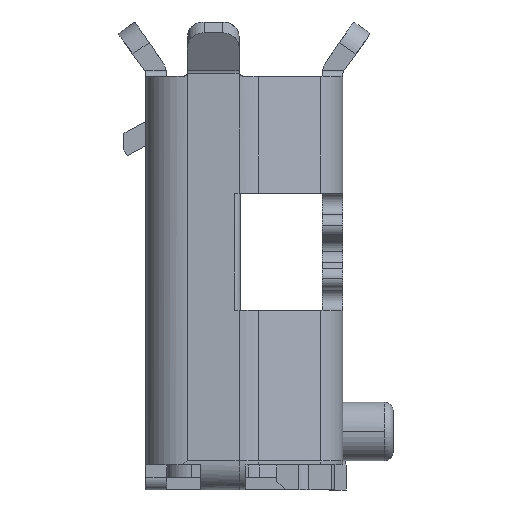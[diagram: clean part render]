
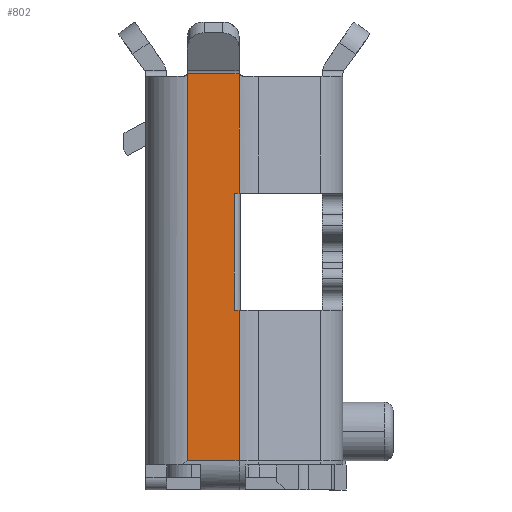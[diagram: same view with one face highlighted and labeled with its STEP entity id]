
A CAD part, left-side view. The second image highlights one B-rep face of the part: STEP entity #802.
In plain terms, the highlighted planar face has unit normal (-1, 0, 0).
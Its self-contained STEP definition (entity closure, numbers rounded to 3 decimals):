
#802=ADVANCED_FACE('',(#1835),#1836,.T.);
#1835=FACE_OUTER_BOUND('',#3137,.T.);
#1836=PLANE('',#3138);
#3137=EDGE_LOOP('',(#5636,#5637,#5638,#5639,#5640,#5641,#5642,#5643));
#3138=AXIS2_PLACEMENT_3D('',#5644,#5645,#5646);
#5636=ORIENTED_EDGE('',*,*,#8829,.T.);
#5637=ORIENTED_EDGE('',*,*,#8830,.T.);
#5638=ORIENTED_EDGE('',*,*,#8831,.F.);
#5639=ORIENTED_EDGE('',*,*,#8832,.T.);
#5640=ORIENTED_EDGE('',*,*,#8833,.T.);
#5641=ORIENTED_EDGE('',*,*,#8834,.F.);
#5642=ORIENTED_EDGE('',*,*,#8835,.F.);
#5643=ORIENTED_EDGE('',*,*,#8827,.F.);
#5644=CARTESIAN_POINT('',(-3.7,1.155,-0.225));
#5645=DIRECTION('',(-1.0,0.0,0.0));
#5646=DIRECTION('',(0.0,0.0,1.0));
#8827=EDGE_CURVE('',#11008,#10906,#11015,.T.);
#8829=EDGE_CURVE('',#11008,#11017,#11018,.T.);
#8830=EDGE_CURVE('',#11017,#11019,#11020,.T.);
#8831=EDGE_CURVE('',#11021,#11019,#11022,.T.);
#8832=EDGE_CURVE('',#11021,#11023,#11024,.T.);
#8833=EDGE_CURVE('',#11023,#11025,#11026,.T.);
#8834=EDGE_CURVE('',#11027,#11025,#11028,.T.);
#8835=EDGE_CURVE('',#10906,#11027,#11029,.T.);
#10906=VERTEX_POINT('',#13922);
#11008=VERTEX_POINT('',#14094);
#11015=LINE('',#14103,#14104);
#11017=VERTEX_POINT('',#14106);
#11018=LINE('',#14107,#14108);
#11019=VERTEX_POINT('',#14109);
#11020=LINE('',#14110,#14111);
#11021=VERTEX_POINT('',#14112);
#11022=LINE('',#14113,#14114);
#11023=VERTEX_POINT('',#14115);
#11024=LINE('',#14116,#14117);
#11025=VERTEX_POINT('',#14118);
#11026=LINE('',#14119,#14120);
#11027=VERTEX_POINT('',#14121);
#11028=LINE('',#14122,#14123);
#11029=LINE('',#14124,#14125);
#13922=CARTESIAN_POINT('',(-3.7,0.038,4.756));
#14094=CARTESIAN_POINT('',(-3.7,0.655,4.756));
#14103=CARTESIAN_POINT('',(-3.7,0.655,4.756));
#14104=VECTOR('',#16500,0.617);
#14106=CARTESIAN_POINT('',(-3.7,0.655,0.125));
#14107=CARTESIAN_POINT('',(-3.7,0.655,4.756));
#14108=VECTOR('',#16501,4.631);
#14109=CARTESIAN_POINT('',(-3.7,0.038,0.125));
#14110=CARTESIAN_POINT('',(-3.7,0.655,0.125));
#14111=VECTOR('',#16502,0.617);
#14112=CARTESIAN_POINT('',(-3.7,0.038,1.925));
#14113=CARTESIAN_POINT('',(-3.7,0.038,1.925));
#14114=VECTOR('',#16503,1.8);
#14115=CARTESIAN_POINT('',(-3.7,0.095,1.925));
#14116=CARTESIAN_POINT('',(-3.7,0.038,1.925));
#14117=VECTOR('',#16504,0.057);
#14118=CARTESIAN_POINT('',(-3.7,0.095,3.325));
#14119=CARTESIAN_POINT('',(-3.7,0.095,1.925));
#14120=VECTOR('',#16505,1.4);
#14121=CARTESIAN_POINT('',(-3.7,0.038,3.325));
#14122=CARTESIAN_POINT('',(-3.7,0.038,3.325));
#14123=VECTOR('',#16506,0.057);
#14124=CARTESIAN_POINT('',(-3.7,0.038,4.756));
#14125=VECTOR('',#16507,1.431);
#16500=DIRECTION('',(0.0,-1.0,0.0));
#16501=DIRECTION('',(0.0,0.0,-1.0));
#16502=DIRECTION('',(0.0,-1.0,0.0));
#16503=DIRECTION('',(0.0,0.,-1.0));
#16504=DIRECTION('',(0.0,1.0,0.0));
#16505=DIRECTION('',(0.0,0.0,1.0));
#16506=DIRECTION('',(0.0,1.0,0.0));
#16507=DIRECTION('',(0.0,0.0,-1.0));
